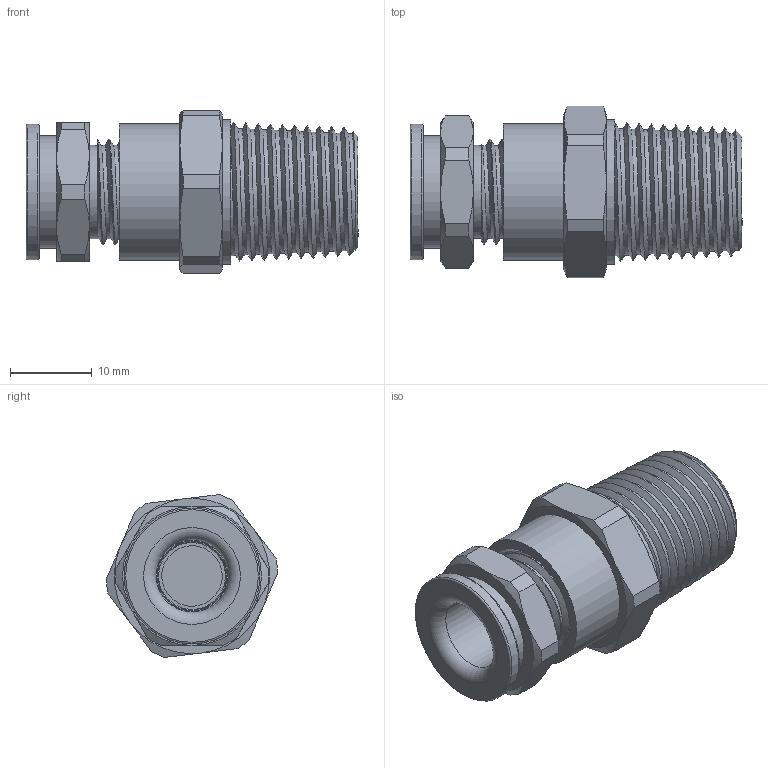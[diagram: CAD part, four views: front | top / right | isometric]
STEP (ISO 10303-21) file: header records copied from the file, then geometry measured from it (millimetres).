
FILE_DESCRIPTION(/* description */ ('ADE-1F2 NPT 3/8"'),/* implementation_level */ '2;1');
FILE_NAME(/* name */ '00808594V1-RST.stp',/* time_stamp */ '2020-03-04T14:39:39+01:00',/* author */ ('sl'),/* organization */ (''),/* preprocessor_version */ 'ST-DEVELOPER v16.5',/* originating_system */ 'Autodesk Inventor 2017',/* authorisation */ '');
FILE_SCHEMA (('AUTOMOTIVE_DESIGN { 1 0 10303 214 3 1 1 }'));
Length unit declared in the file: millimetre
Products named in the file (5): 00808594V1; 00808594V1_1; 00808594V1_2; 00808504V1; 00808594V1_3
Assembly tree (4 placements, depth 2):
  00808594V1
    00808594V1_1
    00808594V1_2
    00808504V1
    00808594V1_3
Bounding box: 40.64 x 21.03 x 19.95 mm (x, y, z)
Volume: 4974.2 mm3; surface area: 6119.3 mm2
Topology: 4 solids, 4 shells, 123 faces, 265 edges, 165 vertices
Faces by surface type: plane 49, cone 31, cylinder 29, torus 8, bspline 6
Full cylindrical faces by diameter (mm): 7.4 x2, 8.18 x2, 8.6 x1, 8.85 x1, 9.54 x1, 9.65 x1, 10.84 x1, 11.398 x4, 11.65 x1, 11.78 x1, 11.94 x2, 12.14 x4, 13.76 x1, 16.63 x1, 16.7 x1, 17.67 x1
Entity records: 6824 total; most frequent: CARTESIAN_POINT 4515, DIRECTION 452, ORIENTED_EDGE 406, AXIS2_PLACEMENT_3D 214, EDGE_CURVE 203, EDGE_LOOP 169, VERTEX_POINT 144, FACE_OUTER_BOUND 115
